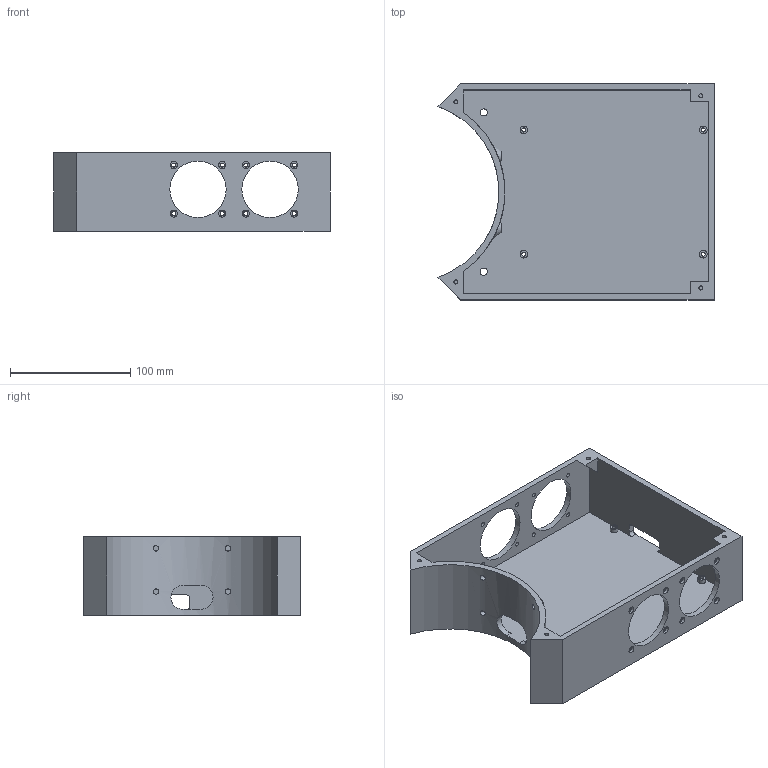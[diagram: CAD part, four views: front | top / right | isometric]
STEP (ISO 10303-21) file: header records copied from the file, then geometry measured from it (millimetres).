
FILE_DESCRIPTION(('FreeCAD Model'),'2;1');
FILE_NAME('Open CASCADE Shape Model','2025-04-17T18:33:41',(''),(''), 'Open CASCADE STEP processor 7.8','FreeCAD','Unknown');
FILE_SCHEMA(('AUTOMOTIVE_DESIGN { 1 0 10303 214 1 1 1 1 }'));
Length unit declared in the file: millimetre
Products named in the file (1): BaseBoxBody-FlySuper8Pro
Bounding box: 230 x 180 x 65.5 mm (x, y, z)
Volume: 388994.7 mm3; surface area: 166003.3 mm2
Topology: 1 solids, 1 shells, 171 faces, 418 edges, 280 vertices
Faces by surface type: plane 101, cylinder 66, cone 4
Full cylindrical faces by diameter (mm): 3.4 x28, 4.4 x4, 5.9 x16, 6 x2, 6.5 x4, 47 x4
Entity records: 6152 total; most frequent: CARTESIAN_POINT 1818, DIRECTION 878, ORIENTED_EDGE 836, EDGE_CURVE 418, AXIS2_PLACEMENT_3D 306, FACE_BOUND 282, EDGE_LOOP 282, VERTEX_POINT 280
